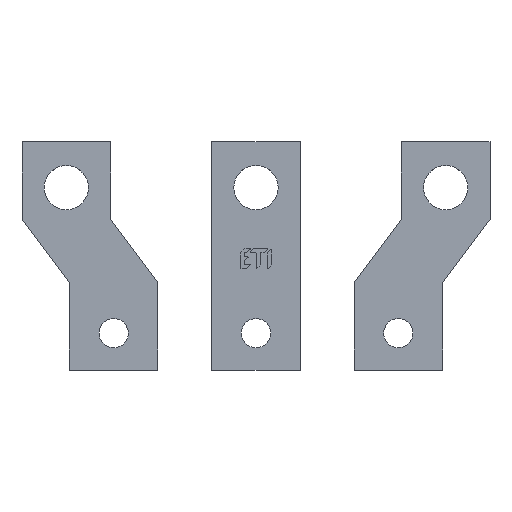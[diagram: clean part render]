
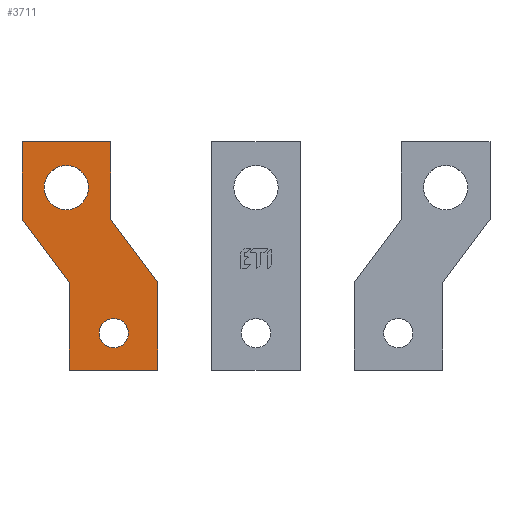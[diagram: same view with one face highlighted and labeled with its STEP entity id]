
A CAD part, top view. The second image highlights one B-rep face of the part: STEP entity #3711.
In plain terms, the highlighted planar face has unit normal (0, 0, 1).
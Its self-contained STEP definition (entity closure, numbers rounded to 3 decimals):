
#3227=DIRECTION('',(0.,-1.,0.));
#3228=VECTOR('',#3227,27.706);
#3229=CARTESIAN_POINT('',(43.353,33.152,8.));
#3230=LINE('',#3229,#3228);
#3241=DIRECTION('',(-1.,0.,0.));
#3242=VECTOR('',#3241,28.);
#3243=CARTESIAN_POINT('',(43.353,5.446,8.));
#3244=LINE('',#3243,#3242);
#3255=DIRECTION('',(0.,1.,0.));
#3256=VECTOR('',#3255,27.706);
#3257=CARTESIAN_POINT('',(15.353,5.446,8.));
#3258=LINE('',#3257,#3256);
#3276=DIRECTION('',(0.,1.,0.));
#3277=VECTOR('',#3276,24.5);
#3278=CARTESIAN_POINT('',(0.353,53.152,8.));
#3279=LINE('',#3278,#3277);
#3297=DIRECTION('',(1.,0.,0.));
#3298=VECTOR('',#3297,28.);
#3299=CARTESIAN_POINT('',(0.353,77.652,8.));
#3300=LINE('',#3299,#3298);
#3318=DIRECTION('',(0.,-1.,0.));
#3319=VECTOR('',#3318,24.5);
#3320=CARTESIAN_POINT('',(28.353,77.652,8.));
#3321=LINE('',#3320,#3319);
#3325=DIRECTION('',(-0.6,0.8,0.));
#3326=VECTOR('',#3325,25.);
#3327=CARTESIAN_POINT('',(43.353,33.152,8.));
#3328=LINE('',#3327,#3326);
#3332=DIRECTION('',(0.6,-0.8,0.));
#3333=VECTOR('',#3332,25.);
#3334=CARTESIAN_POINT('',(0.353,53.152,8.));
#3335=LINE('',#3334,#3333);
#3339=CARTESIAN_POINT('',(14.353,63.152,8.));
#3340=DIRECTION('',(0.,0.,-1.));
#3341=DIRECTION('',(-1.,0.,0.));
#3342=AXIS2_PLACEMENT_3D('',#3339,#3340,#3341);
#3347=CARTESIAN_POINT('',(14.353,63.152,8.));
#3348=DIRECTION('',(0.,0.,-1.));
#3349=DIRECTION('',(1.,0.,0.));
#3350=AXIS2_PLACEMENT_3D('',#3347,#3348,#3349);
#3355=CARTESIAN_POINT('',(29.353,17.152,8.));
#3356=DIRECTION('',(0.,0.,-1.));
#3357=DIRECTION('',(1.,0.,0.));
#3358=AXIS2_PLACEMENT_3D('',#3355,#3356,#3357);
#3363=CARTESIAN_POINT('',(29.353,17.152,8.));
#3364=DIRECTION('',(0.,0.,-1.));
#3365=DIRECTION('',(-1.,0.,0.));
#3366=AXIS2_PLACEMENT_3D('',#3363,#3364,#3365);
#3389=CARTESIAN_POINT('',(43.353,33.152,8.));
#3390=VERTEX_POINT('',#3389);
#3391=CARTESIAN_POINT('',(43.353,5.446,8.));
#3392=VERTEX_POINT('',#3391);
#3395=CARTESIAN_POINT('',(15.353,5.446,8.));
#3396=VERTEX_POINT('',#3395);
#3399=CARTESIAN_POINT('',(15.353,33.152,8.));
#3400=VERTEX_POINT('',#3399);
#3403=CARTESIAN_POINT('',(0.353,53.152,8.));
#3404=VERTEX_POINT('',#3403);
#3407=CARTESIAN_POINT('',(0.353,77.652,8.));
#3408=VERTEX_POINT('',#3407);
#3411=CARTESIAN_POINT('',(28.353,77.652,8.));
#3412=VERTEX_POINT('',#3411);
#3415=CARTESIAN_POINT('',(28.353,53.152,8.));
#3416=VERTEX_POINT('',#3415);
#3418=CARTESIAN_POINT('',(21.353,63.152,8.));
#3420=VERTEX_POINT('',#3418);
#3421=CARTESIAN_POINT('',(7.353,63.152,8.));
#3422=VERTEX_POINT('',#3421);
#3426=CARTESIAN_POINT('',(24.734,17.152,8.));
#3428=VERTEX_POINT('',#3426);
#3429=CARTESIAN_POINT('',(33.972,17.152,8.));
#3430=VERTEX_POINT('',#3429);
#3686=CARTESIAN_POINT('',(22.082,41.625,8.));
#3687=DIRECTION('',(0.,0.,1.));
#3688=DIRECTION('',(1.,0.,0.));
#3689=AXIS2_PLACEMENT_3D('',#3686,#3687,#3688);
#3690=PLANE('',#3689);
#3691=ORIENTED_EDGE('',*,*,#3526,.F.);
#3692=ORIENTED_EDGE('',*,*,#3548,.T.);
#3693=ORIENTED_EDGE('',*,*,#3569,.T.);
#3694=ORIENTED_EDGE('',*,*,#3590,.T.);
#3695=ORIENTED_EDGE('',*,*,#3611,.F.);
#3696=ORIENTED_EDGE('',*,*,#3632,.T.);
#3697=ORIENTED_EDGE('',*,*,#3653,.T.);
#3698=ORIENTED_EDGE('',*,*,#3673,.T.);
#3699=EDGE_LOOP('',(#3691,#3692,#3693,#3694,#3695,#3696,#3697,#3698));
#3700=FACE_OUTER_BOUND('',#3699,.F.);
#3701=ORIENTED_EDGE('',*,*,#3465,.F.);
#3702=ORIENTED_EDGE('',*,*,#3440,.F.);
#3703=EDGE_LOOP('',(#3701,#3702));
#3704=FACE_BOUND('',#3703,.F.);
#3706=ORIENTED_EDGE('',*,*,#3705,.F.);
#3708=ORIENTED_EDGE('',*,*,#3707,.F.);
#3709=EDGE_LOOP('',(#3706,#3708));
#3710=FACE_BOUND('',#3709,.F.);
#3343=CIRCLE('',#3342,7.);
#3351=CIRCLE('',#3350,7.);
#3359=CIRCLE('',#3358,4.619);
#3367=CIRCLE('',#3366,4.619);
#3440=EDGE_CURVE('',#3420,#3422,#3351,.T.);
#3465=EDGE_CURVE('',#3422,#3420,#3343,.T.);
#3526=EDGE_CURVE('',#3390,#3416,#3328,.T.);
#3548=EDGE_CURVE('',#3390,#3392,#3230,.T.);
#3569=EDGE_CURVE('',#3392,#3396,#3244,.T.);
#3590=EDGE_CURVE('',#3396,#3400,#3258,.T.);
#3611=EDGE_CURVE('',#3404,#3400,#3335,.T.);
#3632=EDGE_CURVE('',#3404,#3408,#3279,.T.);
#3653=EDGE_CURVE('',#3408,#3412,#3300,.T.);
#3673=EDGE_CURVE('',#3412,#3416,#3321,.T.);
#3705=EDGE_CURVE('',#3430,#3428,#3359,.T.);
#3707=EDGE_CURVE('',#3428,#3430,#3367,.T.);
#3711=ADVANCED_FACE('',(#3700,#3704,#3710),#3690,.T.);
